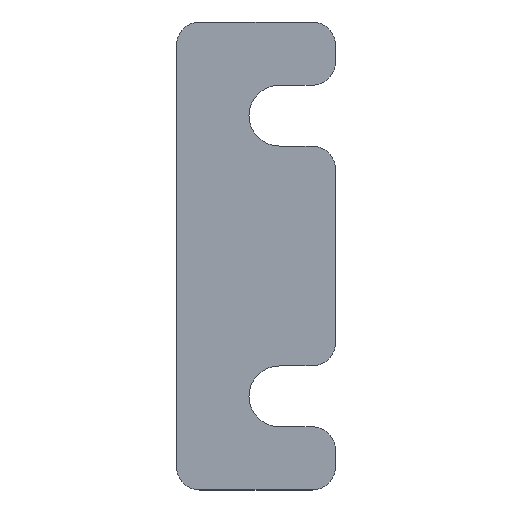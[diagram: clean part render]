
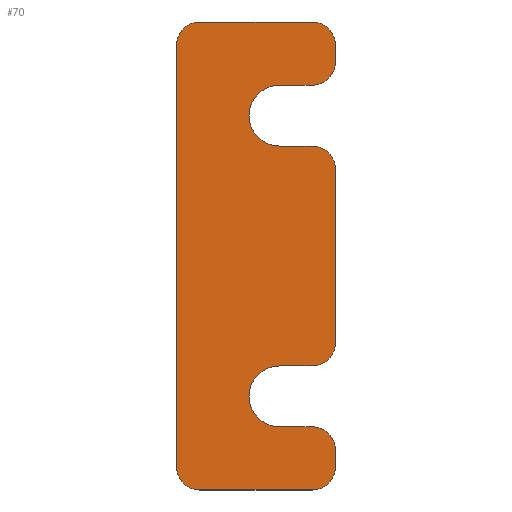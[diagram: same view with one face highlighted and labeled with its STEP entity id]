
A CAD part, top view. The second image highlights one B-rep face of the part: STEP entity #70.
In plain terms, the highlighted planar face has unit normal (0, 0, 1).
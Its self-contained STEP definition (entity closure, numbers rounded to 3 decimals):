
#44=CIRCLE('',#449,5.);
#45=CIRCLE('',#450,5.);
#46=CIRCLE('',#451,5.);
#47=CIRCLE('',#452,6.5);
#48=CIRCLE('',#453,5.);
#49=CIRCLE('',#454,5.);
#50=CIRCLE('',#455,6.5);
#51=CIRCLE('',#456,5.);
#52=CIRCLE('',#457,5.);
#53=CIRCLE('',#458,5.);
#70=ADVANCED_FACE('',(#104),#92,.T.);
#92=PLANE('',#459);
#104=FACE_OUTER_BOUND('',#126,.T.);
#126=EDGE_LOOP('',(#166,#167,#168,#169,#170,#171,#172,#173,#174,#175,#176,
#177,#178,#179,#180,#181,#182,#183,#184,#185));
#166=ORIENTED_EDGE('',*,*,#320,.T.);
#167=ORIENTED_EDGE('',*,*,#326,.T.);
#168=ORIENTED_EDGE('',*,*,#322,.T.);
#169=ORIENTED_EDGE('',*,*,#327,.T.);
#170=ORIENTED_EDGE('',*,*,#312,.T.);
#171=ORIENTED_EDGE('',*,*,#328,.T.);
#172=ORIENTED_EDGE('',*,*,#329,.F.);
#173=ORIENTED_EDGE('',*,*,#330,.F.);
#174=ORIENTED_EDGE('',*,*,#331,.F.);
#175=ORIENTED_EDGE('',*,*,#332,.T.);
#176=ORIENTED_EDGE('',*,*,#304,.T.);
#177=ORIENTED_EDGE('',*,*,#333,.T.);
#178=ORIENTED_EDGE('',*,*,#334,.F.);
#179=ORIENTED_EDGE('',*,*,#335,.F.);
#180=ORIENTED_EDGE('',*,*,#336,.F.);
#181=ORIENTED_EDGE('',*,*,#337,.T.);
#182=ORIENTED_EDGE('',*,*,#308,.T.);
#183=ORIENTED_EDGE('',*,*,#338,.T.);
#184=ORIENTED_EDGE('',*,*,#316,.T.);
#185=ORIENTED_EDGE('',*,*,#339,.T.);
#264=VERTEX_POINT('',#616);
#265=VERTEX_POINT('',#618);
#268=VERTEX_POINT('',#625);
#269=VERTEX_POINT('',#627);
#272=VERTEX_POINT('',#634);
#273=VERTEX_POINT('',#636);
#276=VERTEX_POINT('',#643);
#277=VERTEX_POINT('',#645);
#280=VERTEX_POINT('',#652);
#281=VERTEX_POINT('',#654);
#282=VERTEX_POINT('',#658);
#283=VERTEX_POINT('',#659);
#286=VERTEX_POINT('',#669);
#287=VERTEX_POINT('',#671);
#288=VERTEX_POINT('',#673);
#289=VERTEX_POINT('',#675);
#290=VERTEX_POINT('',#678);
#291=VERTEX_POINT('',#680);
#292=VERTEX_POINT('',#682);
#293=VERTEX_POINT('',#684);
#304=EDGE_CURVE('',#265,#264,#364,.T.);
#308=EDGE_CURVE('',#269,#268,#368,.T.);
#312=EDGE_CURVE('',#273,#272,#372,.T.);
#316=EDGE_CURVE('',#277,#276,#376,.T.);
#320=EDGE_CURVE('',#281,#280,#380,.T.);
#322=EDGE_CURVE('',#282,#283,#382,.T.);
#326=EDGE_CURVE('',#280,#282,#44,.T.);
#327=EDGE_CURVE('',#283,#273,#45,.T.);
#328=EDGE_CURVE('',#272,#286,#46,.T.);
#329=EDGE_CURVE('',#287,#286,#386,.T.);
#330=EDGE_CURVE('',#288,#287,#47,.T.);
#331=EDGE_CURVE('',#289,#288,#387,.T.);
#332=EDGE_CURVE('',#289,#265,#48,.T.);
#333=EDGE_CURVE('',#264,#290,#49,.T.);
#334=EDGE_CURVE('',#291,#290,#388,.T.);
#335=EDGE_CURVE('',#292,#291,#50,.T.);
#336=EDGE_CURVE('',#293,#292,#389,.T.);
#337=EDGE_CURVE('',#293,#269,#51,.T.);
#338=EDGE_CURVE('',#268,#277,#52,.T.);
#339=EDGE_CURVE('',#276,#281,#53,.T.);
#364=LINE('',#617,#404);
#368=LINE('',#626,#408);
#372=LINE('',#635,#412);
#376=LINE('',#644,#416);
#380=LINE('',#653,#420);
#382=LINE('',#657,#422);
#386=LINE('',#670,#426);
#387=LINE('',#674,#427);
#388=LINE('',#679,#428);
#389=LINE('',#683,#429);
#404=VECTOR('',#489,1.);
#408=VECTOR('',#495,1.);
#412=VECTOR('',#501,1.);
#416=VECTOR('',#507,1.);
#420=VECTOR('',#513,1.);
#422=VECTOR('',#517,1.);
#426=VECTOR('',#529,1.);
#427=VECTOR('',#532,1.);
#428=VECTOR('',#537,1.);
#429=VECTOR('',#540,1.);
#449=AXIS2_PLACEMENT_3D('',#666,#523,#524);
#450=AXIS2_PLACEMENT_3D('',#667,#525,#526);
#451=AXIS2_PLACEMENT_3D('',#668,#527,#528);
#452=AXIS2_PLACEMENT_3D('',#672,#530,#531);
#453=AXIS2_PLACEMENT_3D('',#676,#533,#534);
#454=AXIS2_PLACEMENT_3D('',#677,#535,#536);
#455=AXIS2_PLACEMENT_3D('',#681,#538,#539);
#456=AXIS2_PLACEMENT_3D('',#685,#541,#542);
#457=AXIS2_PLACEMENT_3D('',#686,#543,#544);
#458=AXIS2_PLACEMENT_3D('',#687,#545,#546);
#459=AXIS2_PLACEMENT_3D('',#688,#547,#548);
#489=DIRECTION('',(0.,1.,0.));
#495=DIRECTION('',(0.,1.,0.));
#501=DIRECTION('',(0.,1.,0.));
#507=DIRECTION('',(-1.,0.,0.));
#513=DIRECTION('',(0.,-1.,0.));
#517=DIRECTION('',(1.,0.,0.));
#523=DIRECTION('',(0.,0.,1.));
#524=DIRECTION('',(1.,0.,0.));
#525=DIRECTION('',(0.,0.,1.));
#526=DIRECTION('',(1.,0.,0.));
#527=DIRECTION('',(0.,0.,1.));
#528=DIRECTION('',(1.,0.,0.));
#529=DIRECTION('',(1.,0.,0.));
#530=DIRECTION('',(0.,0.,1.));
#531=DIRECTION('',(0.,1.,0.));
#532=DIRECTION('',(-1.,0.,0.));
#533=DIRECTION('',(0.,0.,1.));
#534=DIRECTION('',(1.,0.,0.));
#535=DIRECTION('',(0.,0.,1.));
#536=DIRECTION('',(1.,0.,0.));
#537=DIRECTION('',(1.,0.,0.));
#538=DIRECTION('',(0.,0.,1.));
#539=DIRECTION('',(0.,1.,0.));
#540=DIRECTION('',(-1.,0.,0.));
#541=DIRECTION('',(0.,0.,1.));
#542=DIRECTION('',(1.,0.,0.));
#543=DIRECTION('',(0.,0.,1.));
#544=DIRECTION('',(1.,0.,0.));
#545=DIRECTION('',(0.,0.,1.));
#546=DIRECTION('',(1.,0.,0.));
#547=DIRECTION('',(0.,0.,1.));
#548=DIRECTION('',(1.,0.,0.));
#616=CARTESIAN_POINT('',(25.,68.495,1.));
#617=CARTESIAN_POINT('',(25.,0.,1.));
#618=CARTESIAN_POINT('',(25.,31.505,1.));
#625=CARTESIAN_POINT('',(25.,95.,1.));
#626=CARTESIAN_POINT('',(25.,0.,1.));
#627=CARTESIAN_POINT('',(25.,91.495,1.));
#634=CARTESIAN_POINT('',(25.,8.505,1.));
#635=CARTESIAN_POINT('',(25.,0.,1.));
#636=CARTESIAN_POINT('',(25.,5.,1.));
#643=CARTESIAN_POINT('',(-4.,100.,1.));
#644=CARTESIAN_POINT('',(60.,100.,1.));
#645=CARTESIAN_POINT('',(20.,100.,1.));
#652=CARTESIAN_POINT('',(-9.,5.,1.));
#653=CARTESIAN_POINT('',(-9.,100.,1.));
#654=CARTESIAN_POINT('',(-9.,95.,1.));
#657=CARTESIAN_POINT('',(0.,0.,1.));
#658=CARTESIAN_POINT('',(-4.,0.,1.));
#659=CARTESIAN_POINT('',(20.,0.,1.));
#666=CARTESIAN_POINT('',(-4.,5.,1.));
#667=CARTESIAN_POINT('',(20.,5.,1.));
#668=CARTESIAN_POINT('',(20.,8.505,1.));
#669=CARTESIAN_POINT('',(20.,13.505,1.));
#670=CARTESIAN_POINT('',(13.,13.505,1.));
#671=CARTESIAN_POINT('',(13.,13.505,1.));
#672=CARTESIAN_POINT('',(13.,20.005,1.));
#673=CARTESIAN_POINT('',(13.,26.505,1.));
#674=CARTESIAN_POINT('',(60.,26.505,1.));
#675=CARTESIAN_POINT('',(20.,26.505,1.));
#676=CARTESIAN_POINT('',(20.,31.505,1.));
#677=CARTESIAN_POINT('',(20.,68.495,1.));
#678=CARTESIAN_POINT('',(20.,73.495,1.));
#679=CARTESIAN_POINT('',(13.,73.495,1.));
#680=CARTESIAN_POINT('',(13.,73.495,1.));
#681=CARTESIAN_POINT('',(13.,79.995,1.));
#682=CARTESIAN_POINT('',(13.,86.495,1.));
#683=CARTESIAN_POINT('',(60.,86.495,1.));
#684=CARTESIAN_POINT('',(20.,86.495,1.));
#685=CARTESIAN_POINT('',(20.,91.495,1.));
#686=CARTESIAN_POINT('',(20.,95.,1.));
#687=CARTESIAN_POINT('',(-4.,95.,1.));
#688=CARTESIAN_POINT('',(0.,0.,1.));
